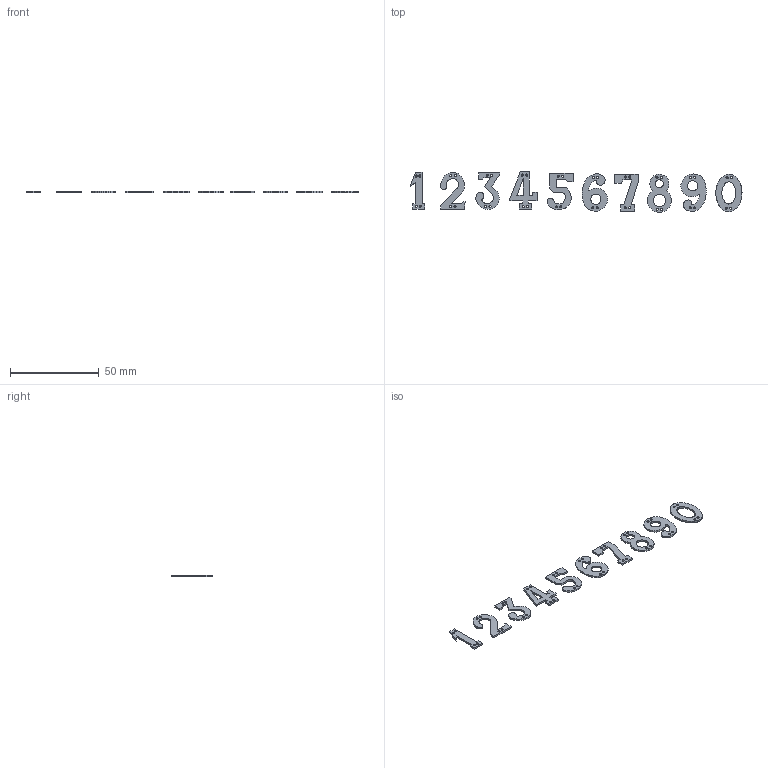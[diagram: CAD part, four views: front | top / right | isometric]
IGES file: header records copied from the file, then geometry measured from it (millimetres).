
Start section: START RECORD GO HERE.
Global section: file name: Chiffres 21mm.igs; native system: IBM CATIA IGES - CATIA Version 5 Release 19 ; preprocessor: CATIA Version 5 Release 19 ; author: thoma; organization: DESKTOP-JBUAR9U; date: 20190226.192743; units: millimetre
Bounding box: 186.58 x 22.71 x 1 mm (x, y, z)
Surface area: 4064.1 mm2 (no closed solid volume)
Topology: 0 solids, 0 shells, 239 faces, 1314 edges, 1314 vertices
Faces by surface type: revolution 137, plane 97, extrusion 5
